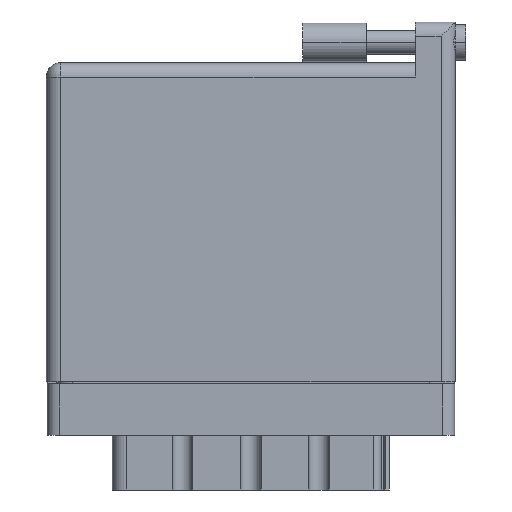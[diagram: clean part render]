
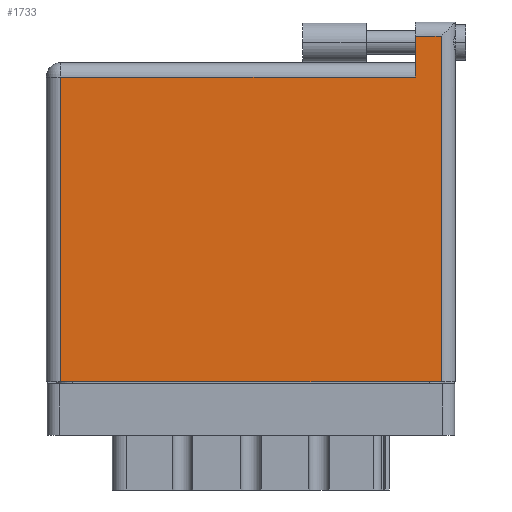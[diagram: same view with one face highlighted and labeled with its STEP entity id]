
A CAD part, front view. The second image highlights one B-rep face of the part: STEP entity #1733.
In plain terms, the highlighted face is planar.
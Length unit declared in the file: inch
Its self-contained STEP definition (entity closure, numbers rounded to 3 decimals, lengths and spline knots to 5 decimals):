
#198 = CARTESIAN_POINT ( 'NONE',  ( 1.811, 1.496, 0. ) ) ;
#1733 = ADVANCED_FACE ( 'NONE', ( #21292 ), #18490, .F. ) ;
#2186 = DIRECTION ( 'NONE',  ( 1., 0., 0. ) ) ;
#2233 = CARTESIAN_POINT ( 'NONE',  ( 0.07, 1.496, 0. ) ) ;
#2425 = VERTEX_POINT ( 'NONE', #198 ) ;
#2706 = VERTEX_POINT ( 'NONE', #2233 ) ;
#3174 = DIRECTION ( 'NONE',  ( -1., 0., 0. ) ) ;
#3188 = EDGE_CURVE ( 'NONE', #23046, #2425, #11548, .T. ) ;
#3945 = CARTESIAN_POINT ( 'NONE',  ( 1.938, 1.766, 0. ) ) ;
#3972 = CARTESIAN_POINT ( 'NONE',  ( 1.811, 1.696, 0. ) ) ;
#5350 = CARTESIAN_POINT ( 'NONE',  ( 1.938, 1.696, 0. ) ) ;
#5930 = VERTEX_POINT ( 'NONE', #18624 ) ;
#6067 = EDGE_CURVE ( 'NONE', #9698, #23046, #13749, .T. ) ;
#7438 = ORIENTED_EDGE ( 'NONE', *, *, #22035, .T. ) ;
#7575 = DIRECTION ( 'NONE',  ( -1., 0., 0. ) ) ;
#8021 = EDGE_CURVE ( 'NONE', #5930, #9698, #23585, .T. ) ;
#8196 = CARTESIAN_POINT ( 'NONE',  ( 0.07, 0., 0. ) ) ;
#8831 = EDGE_CURVE ( 'NONE', #2706, #30161, #30932, .T. ) ;
#8917 = CARTESIAN_POINT ( 'NONE',  ( 1.811, 1.766, 0. ) ) ;
#8962 = ORIENTED_EDGE ( 'NONE', *, *, #6067, .T. ) ;
#9698 = VERTEX_POINT ( 'NONE', #5350 ) ;
#10156 = VECTOR ( 'NONE', #28567, 39.37008 ) ;
#10174 = VECTOR ( 'NONE', #18356, 39.37008 ) ;
#11548 = LINE ( 'NONE', #8917, #10156 ) ;
#13749 = LINE ( 'NONE', #33201, #19070 ) ;
#16414 = LINE ( 'NONE', #27821, #28430 ) ;
#16718 = DIRECTION ( 'NONE',  ( 0., -1., 0. ) ) ;
#18356 = DIRECTION ( 'NONE',  ( 0., 1., 0. ) ) ;
#18490 = PLANE ( 'NONE',  #24400 ) ;
#18624 = CARTESIAN_POINT ( 'NONE',  ( 1.938, 0., 0. ) ) ;
#18916 = ORIENTED_EDGE ( 'NONE', *, *, #8021, .T. ) ;
#19070 = VECTOR ( 'NONE', #7575, 39.37008 ) ;
#19616 = ORIENTED_EDGE ( 'NONE', *, *, #20393, .T. ) ;
#19760 = ORIENTED_EDGE ( 'NONE', *, *, #8831, .T. ) ;
#20393 = EDGE_CURVE ( 'NONE', #30161, #5930, #16414, .T. ) ;
#21292 = FACE_OUTER_BOUND ( 'NONE', #28658, .T. ) ;
#22035 = EDGE_CURVE ( 'NONE', #2425, #2706, #22639, .T. ) ;
#22639 = LINE ( 'NONE', #25618, #33902 ) ;
#23046 = VERTEX_POINT ( 'NONE', #3972 ) ;
#23455 = ORIENTED_EDGE ( 'NONE', *, *, #3188, .T. ) ;
#23585 = LINE ( 'NONE', #3945, #10174 ) ;
#23911 = DIRECTION ( 'NONE',  ( 0., 0., -1. ) ) ;
#24400 = AXIS2_PLACEMENT_3D ( 'NONE', #27091, #23911, #35499 ) ;
#25618 = CARTESIAN_POINT ( 'NONE',  ( 0., 1.496, 0. ) ) ;
#27091 = CARTESIAN_POINT ( 'NONE',  ( 0., 1.566, 0. ) ) ;
#27821 = CARTESIAN_POINT ( 'NONE',  ( 0., 0., 0. ) ) ;
#28430 = VECTOR ( 'NONE', #2186, 39.37008 ) ;
#28567 = DIRECTION ( 'NONE',  ( 0., -1., 0. ) ) ;
#28653 = VECTOR ( 'NONE', #16718, 39.37008 ) ;
#28658 = EDGE_LOOP ( 'NONE', ( #19616, #18916, #8962, #23455, #7438, #19760 ) ) ;
#30161 = VERTEX_POINT ( 'NONE', #8196 ) ;
#30932 = LINE ( 'NONE', #31122, #28653 ) ;
#31122 = CARTESIAN_POINT ( 'NONE',  ( 0.07, 0., 0. ) ) ;
#33201 = CARTESIAN_POINT ( 'NONE',  ( 0., 1.696, 0. ) ) ;
#33902 = VECTOR ( 'NONE', #3174, 39.37008 ) ;
#35499 = DIRECTION ( 'NONE',  ( -1., 0., 0. ) ) ;
